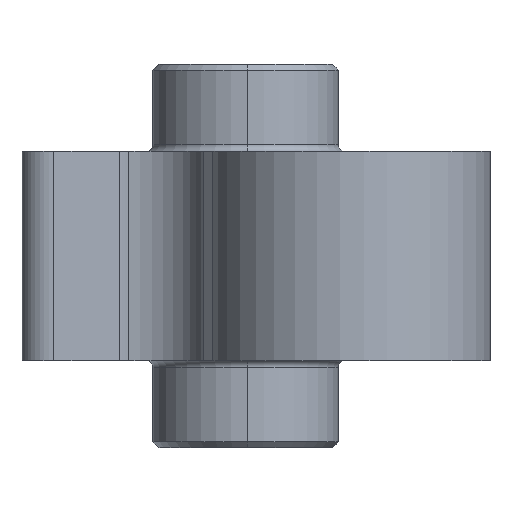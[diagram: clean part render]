
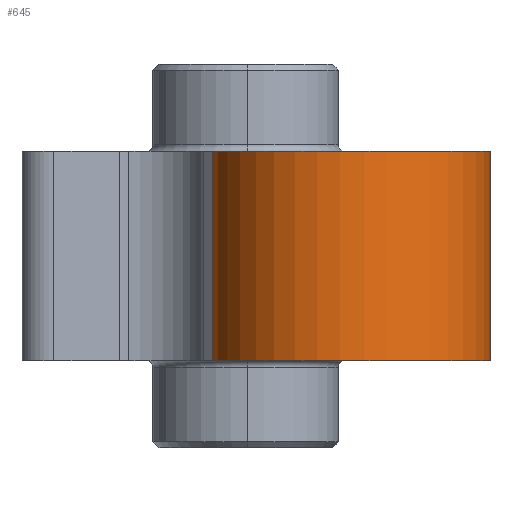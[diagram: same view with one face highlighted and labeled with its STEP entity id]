
A CAD part, left-side view. The second image highlights one B-rep face of the part: STEP entity #645.
In plain terms, the highlighted cylindrical face has radius 6 mm (diameter 12 mm), a partial arc.
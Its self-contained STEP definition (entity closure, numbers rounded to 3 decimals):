
#51 = AXIS2_PLACEMENT_3D ( 'NONE', #878, #1006, #413 ) ;
#53 = VECTOR ( 'NONE', #350, 1000. ) ;
#54 = VECTOR ( 'NONE', #102, 1000. ) ;
#68 = ORIENTED_EDGE ( 'NONE', *, *, #104, .T. ) ;
#102 = DIRECTION ( 'NONE',  ( 0., 0., 1. ) ) ;
#104 = EDGE_CURVE ( 'NONE', #274, #550, #402, .T. ) ;
#145 = DIRECTION ( 'NONE',  ( 0., 0., 1. ) ) ;
#168 = VERTEX_POINT ( 'NONE', #428 ) ;
#180 = CIRCLE ( 'NONE', #227, 6. ) ;
#227 = AXIS2_PLACEMENT_3D ( 'NONE', #1129, #1222, #462 ) ;
#234 = CARTESIAN_POINT ( 'NONE',  ( -58.059, 45.871, -4.5 ) ) ;
#238 = CYLINDRICAL_SURFACE ( 'NONE', #390, 6. ) ;
#255 = ORIENTED_EDGE ( 'NONE', *, *, #296, .F. ) ;
#274 = VERTEX_POINT ( 'NONE', #234 ) ;
#296 = EDGE_CURVE ( 'NONE', #274, #465, #180, .T. ) ;
#350 = DIRECTION ( 'NONE',  ( 0., 0., 1. ) ) ;
#390 = AXIS2_PLACEMENT_3D ( 'NONE', #713, #145, #1042 ) ;
#402 = LINE ( 'NONE', #794, #54 ) ;
#413 = DIRECTION ( 'NONE',  ( -1., -0.021, 0. ) ) ;
#428 = CARTESIAN_POINT ( 'NONE',  ( -62.882, 56.311, 4.5 ) ) ;
#462 = DIRECTION ( 'NONE',  ( -1., -0.021, 0. ) ) ;
#465 = VERTEX_POINT ( 'NONE', #1264 ) ;
#520 = LINE ( 'NONE', #912, #53 ) ;
#550 = VERTEX_POINT ( 'NONE', #997 ) ;
#614 = FACE_OUTER_BOUND ( 'NONE', #1086, .T. ) ;
#645 = ADVANCED_FACE ( 'NONE', ( #614 ), #238, .T. ) ;
#713 = CARTESIAN_POINT ( 'NONE',  ( -62.026, 50.372, -4.5 ) ) ;
#794 = CARTESIAN_POINT ( 'NONE',  ( -58.059, 45.871, -4.5 ) ) ;
#854 = EDGE_CURVE ( 'NONE', #550, #168, #1266, .T. ) ;
#878 = CARTESIAN_POINT ( 'NONE',  ( -62.026, 50.372, 4.5 ) ) ;
#889 = ORIENTED_EDGE ( 'NONE', *, *, #854, .T. ) ;
#912 = CARTESIAN_POINT ( 'NONE',  ( -62.882, 56.311, -4.5 ) ) ;
#997 = CARTESIAN_POINT ( 'NONE',  ( -58.059, 45.871, 4.5 ) ) ;
#1006 = DIRECTION ( 'NONE',  ( 0., 0., -1. ) ) ;
#1042 = DIRECTION ( 'NONE',  ( 1., 0.021, 0. ) ) ;
#1086 = EDGE_LOOP ( 'NONE', ( #889, #1165, #255, #68 ) ) ;
#1122 = EDGE_CURVE ( 'NONE', #465, #168, #520, .T. ) ;
#1129 = CARTESIAN_POINT ( 'NONE',  ( -62.026, 50.372, -4.5 ) ) ;
#1165 = ORIENTED_EDGE ( 'NONE', *, *, #1122, .F. ) ;
#1222 = DIRECTION ( 'NONE',  ( 0., 0., -1. ) ) ;
#1264 = CARTESIAN_POINT ( 'NONE',  ( -62.882, 56.311, -4.5 ) ) ;
#1266 = CIRCLE ( 'NONE', #51, 6. ) ;
